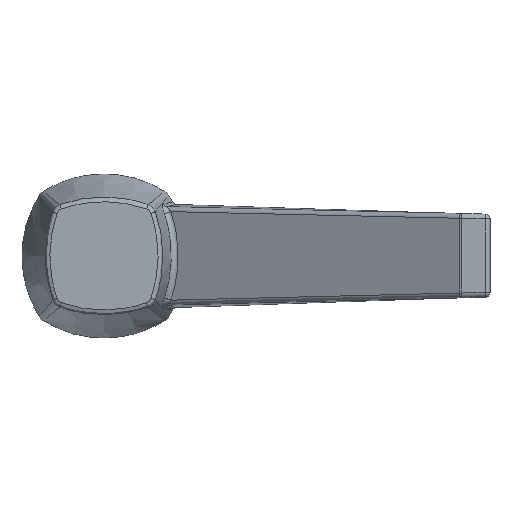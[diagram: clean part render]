
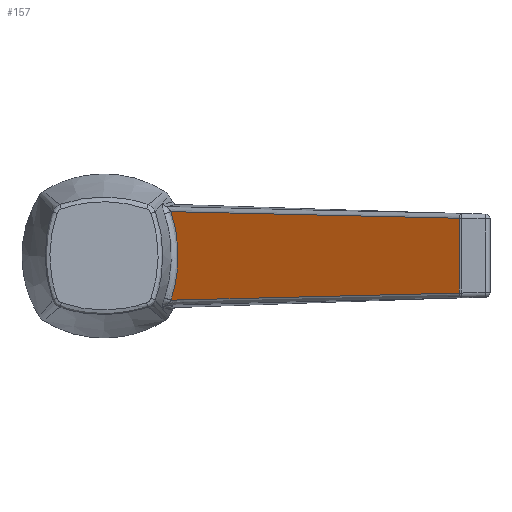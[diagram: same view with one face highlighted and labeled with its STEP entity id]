
A CAD part, top view. The second image highlights one B-rep face of the part: STEP entity #157.
In plain terms, the highlighted planar face has unit normal (-0.46, 0, 0.888).
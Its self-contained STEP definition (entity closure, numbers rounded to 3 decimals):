
#157 = ADVANCED_FACE( '', ( #431 ), #432, .F. );
#431 = FACE_OUTER_BOUND( '', #872, .T. );
#432 = PLANE( '', #873 );
#872 = EDGE_LOOP( '', ( #5574, #5575, #5576, #5577 ) );
#873 = AXIS2_PLACEMENT_3D( '', #5578, #5579, #5580 );
#5574 = ORIENTED_EDGE( '', *, *, #6421, .T. );
#5575 = ORIENTED_EDGE( '', *, *, #6422, .T. );
#5576 = ORIENTED_EDGE( '', *, *, #6416, .T. );
#5577 = ORIENTED_EDGE( '', *, *, #6423, .T. );
#5578 = CARTESIAN_POINT( '', ( 36.937, 0., 32. ) );
#5579 = DIRECTION( '', ( 0.46, 0., -0.888 ) );
#5580 = DIRECTION( '', ( -0.888, 0., -0.46 ) );
#6416 = EDGE_CURVE( '', #6834, #6835, #6836, .T. );
#6421 = EDGE_CURVE( '', #6843, #6844, #6845, .T. );
#6422 = EDGE_CURVE( '', #6844, #6834, #6846, .T. );
#6423 = EDGE_CURVE( '', #6835, #6843, #6847, .F. );
#6834 = VERTEX_POINT( '', #7408 );
#6835 = VERTEX_POINT( '', #7409 );
#6836 = B_SPLINE_CURVE_WITH_KNOTS( '', 3, ( #7410, #7411, #7412, #7413, #7414, #7415, #7416, #7417, #7418, #7419, #7420, #7421, #7422, #7423, #7424 ), .UNSPECIFIED., .F., .F., ( 4, 2, 1, 2, 2, 2, 2, 4 ), ( 0.001, 0.009, 0.013, 0.018, 0.022, 0.026, 0.03, 0.034 ), .UNSPECIFIED. );
#6843 = VERTEX_POINT( '', #7481 );
#6844 = VERTEX_POINT( '', #7482 );
#6845 = B_SPLINE_CURVE_WITH_KNOTS( '', 3, ( #7483, #7484, #7485, #7486, #7487, #7488, #7489, #7490, #7491, #7492, #7493, #7494, #7495, #7496, #7497 ), .UNSPECIFIED., .F., .F., ( 4, 2, 2, 2, 2, 1, 2, 4 ), ( 0., 0.004, 0.008, 0.013, 0.017, 0.021, 0.025, 0.034 ), .UNSPECIFIED. );
#6846 = B_SPLINE_CURVE_WITH_KNOTS( '', 3, ( #7498, #7499, #7500, #7501, #7502, #7503, #7504, #7505, #7506, #7507, #7508, #7509, #7510, #7511, #7512, #7513, #7514, #7515, #7516, #7517, #7518, #7519, #7520, #7521, #7522, #7523, #7524, #7525, #7526, #7527 ), .UNSPECIFIED., .F., .F., ( 4, 2, 2, 1, 1, 2, 1, 1, 1, 2, 2, 2, 1, 1, 1, 1, 2, 2, 1, 4 ), ( 0., 0.001, 0.001, 0.001, 0.001, 0.002, 0.003, 0.004, 0.004, 0.005, 0.005, 0.005, 0.005, 0.005, 0.006, 0.007, 0.007, 0.008, 0.009, 0.009 ), .UNSPECIFIED. );
#6847 = LINE( '', #7528, #7529 );
#7408 = CARTESIAN_POINT( '', ( 6.933, -4.586, 16.447 ) );
#7409 = CARTESIAN_POINT( '', ( 36.829, -3.875, 31.944 ) );
#7410 = CARTESIAN_POINT( '', ( 6.933, -4.586, 16.447 ) );
#7411 = CARTESIAN_POINT( '', ( 9.424, -4.521, 17.739 ) );
#7412 = CARTESIAN_POINT( '', ( 11.915, -4.456, 19.03 ) );
#7413 = CARTESIAN_POINT( '', ( 15.652, -4.361, 20.967 ) );
#7414 = CARTESIAN_POINT( '', ( 18.143, -4.298, 22.258 ) );
#7415 = CARTESIAN_POINT( '', ( 20.635, -4.236, 23.55 ) );
#7416 = CARTESIAN_POINT( '', ( 23.126, -4.175, 24.841 ) );
#7417 = CARTESIAN_POINT( '', ( 24.372, -4.145, 25.487 ) );
#7418 = CARTESIAN_POINT( '', ( 26.863, -4.087, 26.778 ) );
#7419 = CARTESIAN_POINT( '', ( 28.109, -4.058, 27.424 ) );
#7420 = CARTESIAN_POINT( '', ( 30.6, -4.002, 28.715 ) );
#7421 = CARTESIAN_POINT( '', ( 31.846, -3.975, 29.361 ) );
#7422 = CARTESIAN_POINT( '', ( 34.337, -3.923, 30.652 ) );
#7423 = CARTESIAN_POINT( '', ( 35.583, -3.898, 31.298 ) );
#7424 = CARTESIAN_POINT( '', ( 36.829, -3.875, 31.944 ) );
#7481 = CARTESIAN_POINT( '', ( 36.829, 3.875, 31.944 ) );
#7482 = CARTESIAN_POINT( '', ( 6.933, 4.586, 16.447 ) );
#7483 = CARTESIAN_POINT( '', ( 36.829, 3.875, 31.944 ) );
#7484 = CARTESIAN_POINT( '', ( 35.583, 3.898, 31.298 ) );
#7485 = CARTESIAN_POINT( '', ( 34.337, 3.923, 30.652 ) );
#7486 = CARTESIAN_POINT( '', ( 31.846, 3.975, 29.361 ) );
#7487 = CARTESIAN_POINT( '', ( 30.6, 4.002, 28.715 ) );
#7488 = CARTESIAN_POINT( '', ( 28.109, 4.058, 27.424 ) );
#7489 = CARTESIAN_POINT( '', ( 26.863, 4.087, 26.778 ) );
#7490 = CARTESIAN_POINT( '', ( 24.372, 4.145, 25.487 ) );
#7491 = CARTESIAN_POINT( '', ( 23.126, 4.175, 24.841 ) );
#7492 = CARTESIAN_POINT( '', ( 20.635, 4.236, 23.55 ) );
#7493 = CARTESIAN_POINT( '', ( 18.143, 4.298, 22.258 ) );
#7494 = CARTESIAN_POINT( '', ( 15.652, 4.361, 20.967 ) );
#7495 = CARTESIAN_POINT( '', ( 11.915, 4.456, 19.03 ) );
#7496 = CARTESIAN_POINT( '', ( 9.424, 4.521, 17.739 ) );
#7497 = CARTESIAN_POINT( '', ( 6.933, 4.586, 16.447 ) );
#7498 = CARTESIAN_POINT( '', ( 6.933, 4.586, 16.447 ) );
#7499 = CARTESIAN_POINT( '', ( 6.995, 4.402, 16.48 ) );
#7500 = CARTESIAN_POINT( '', ( 7.053, 4.216, 16.51 ) );
#7501 = CARTESIAN_POINT( '', ( 7.121, 3.982, 16.545 ) );
#7502 = CARTESIAN_POINT( '', ( 7.135, 3.935, 16.552 ) );
#7503 = CARTESIAN_POINT( '', ( 7.161, 3.841, 16.566 ) );
#7504 = CARTESIAN_POINT( '', ( 7.2, 3.7, 16.586 ) );
#7505 = CARTESIAN_POINT( '', ( 7.333, 3.182, 16.655 ) );
#7506 = CARTESIAN_POINT( '', ( 7.429, 2.707, 16.705 ) );
#7507 = CARTESIAN_POINT( '', ( 7.522, 2.133, 16.753 ) );
#7508 = CARTESIAN_POINT( '', ( 7.576, 1.749, 16.781 ) );
#7509 = CARTESIAN_POINT( '', ( 7.633, 1.17, 16.811 ) );
#7510 = CARTESIAN_POINT( '', ( 7.668, 0.587, 16.829 ) );
#7511 = CARTESIAN_POINT( '', ( 7.676, 0.195, 16.833 ) );
#7512 = CARTESIAN_POINT( '', ( 7.676, -0.099, 16.833 ) );
#7513 = CARTESIAN_POINT( '', ( 7.675, -0.197, 16.832 ) );
#7514 = CARTESIAN_POINT( '', ( 7.673, -0.32, 16.831 ) );
#7515 = CARTESIAN_POINT( '', ( 7.672, -0.345, 16.831 ) );
#7516 = CARTESIAN_POINT( '', ( 7.671, -0.394, 16.83 ) );
#7517 = CARTESIAN_POINT( '', ( 7.669, -0.468, 16.829 ) );
#7518 = CARTESIAN_POINT( '', ( 7.659, -0.738, 16.824 ) );
#7519 = CARTESIAN_POINT( '', ( 7.633, -1.177, 16.81 ) );
#7520 = CARTESIAN_POINT( '', ( 7.574, -1.758, 16.78 ) );
#7521 = CARTESIAN_POINT( '', ( 7.52, -2.142, 16.752 ) );
#7522 = CARTESIAN_POINT( '', ( 7.428, -2.716, 16.704 ) );
#7523 = CARTESIAN_POINT( '', ( 7.351, -3.094, 16.664 ) );
#7524 = CARTESIAN_POINT( '', ( 7.212, -3.658, 16.592 ) );
#7525 = CARTESIAN_POINT( '', ( 7.111, -4.031, 16.54 ) );
#7526 = CARTESIAN_POINT( '', ( 6.995, -4.402, 16.48 ) );
#7527 = CARTESIAN_POINT( '', ( 6.933, -4.586, 16.447 ) );
#7528 = CARTESIAN_POINT( '', ( 36.829, 0., 31.944 ) );
#7529 = VECTOR( '', #9979, 1000. );
#9979 = DIRECTION( '', ( 0., -1., 0. ) );
